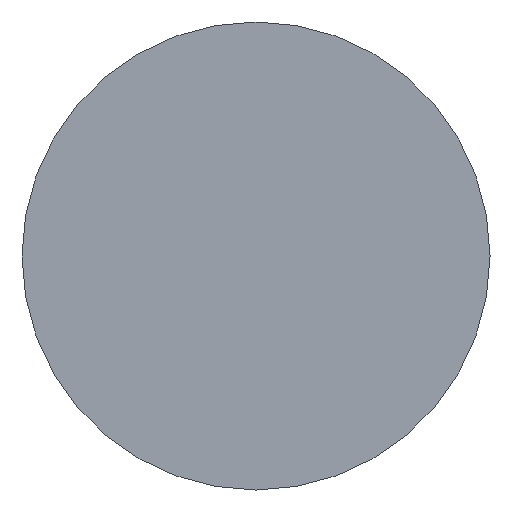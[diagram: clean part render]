
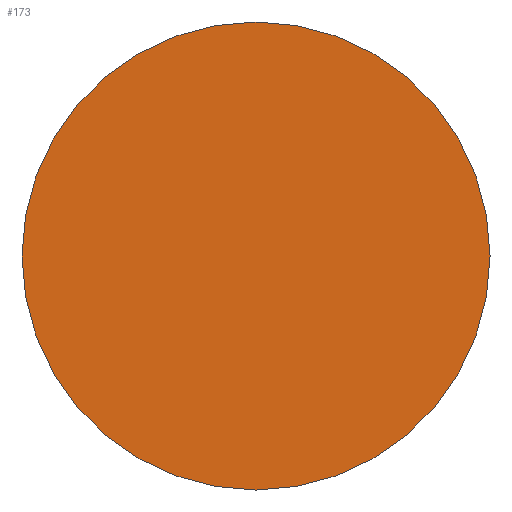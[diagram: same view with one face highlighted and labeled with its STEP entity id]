
A CAD part, front view. The second image highlights one B-rep face of the part: STEP entity #173.
In plain terms, the highlighted planar face has unit normal (0, -1, 0).
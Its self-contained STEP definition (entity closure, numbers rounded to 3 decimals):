
#119=VERTEX_POINT('',#295);
#173=ADVANCED_FACE('',(#355),#356,.T.);
#205=EDGE_CURVE('',#259,#119,#396,.T.);
#259=VERTEX_POINT('',#456);
#261=EDGE_CURVE('',#119,#259,#458,.T.);
#295=CARTESIAN_POINT('',(-5.0,-10.0,0.));
#355=FACE_OUTER_BOUND('',#558,.T.);
#356=PLANE('',#559);
#396=CIRCLE('',#606,5.0);
#456=CARTESIAN_POINT('',(5.0,-10.0,0.));
#458=CIRCLE('',#693,5.0);
#558=EDGE_LOOP('',(#774,#775));
#559=AXIS2_PLACEMENT_3D('',#776,#777,#778);
#606=AXIS2_PLACEMENT_3D('',#838,#839,#840);
#693=AXIS2_PLACEMENT_3D('',#914,#915,#916);
#774=ORIENTED_EDGE('',*,*,#205,.T.);
#775=ORIENTED_EDGE('',*,*,#261,.T.);
#776=CARTESIAN_POINT('',(0.0,-10.0,0.));
#777=DIRECTION('',(0.0,-1.0,0.));
#778=DIRECTION('',(1.0,0.0,0.0));
#838=CARTESIAN_POINT('',(0.0,-10.0,0.));
#839=DIRECTION('',(0.0,-1.0,0.));
#840=DIRECTION('',(1.0,0.0,0.0));
#914=CARTESIAN_POINT('',(0.0,-10.0,0.));
#915=DIRECTION('',(0.0,-1.0,0.));
#916=DIRECTION('',(1.0,0.0,0.0));
